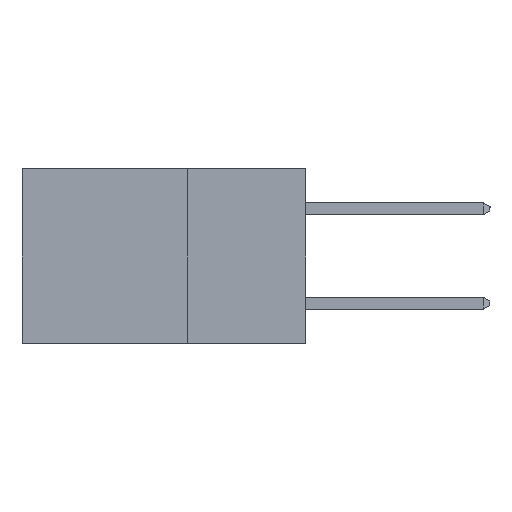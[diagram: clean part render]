
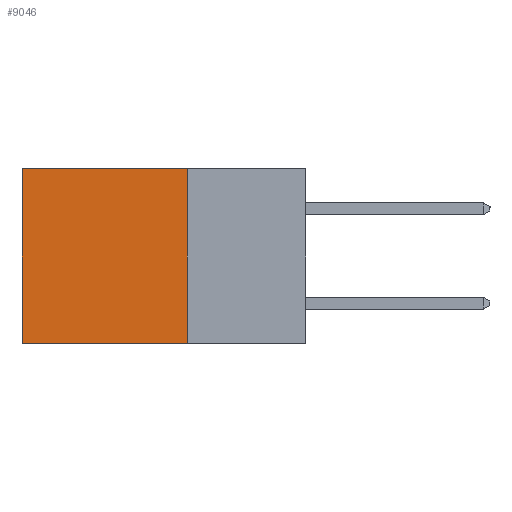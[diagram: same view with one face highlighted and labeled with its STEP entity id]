
A CAD part, left-side view. The second image highlights one B-rep face of the part: STEP entity #9046.
In plain terms, the highlighted planar face has unit normal (-1, 0, 0).
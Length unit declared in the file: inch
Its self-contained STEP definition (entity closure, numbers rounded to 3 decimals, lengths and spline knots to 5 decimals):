
#88 = VERTEX_POINT ( 'NONE', #1859 ) ;
#265 = DIRECTION ( 'NONE',  ( 0., 0., -1. ) ) ;
#333 = CARTESIAN_POINT ( 'NONE',  ( 0.2615, 0.25, -0.37 ) ) ;
#847 = EDGE_CURVE ( 'NONE', #11427, #921, #12199, .T. ) ;
#921 = VERTEX_POINT ( 'NONE', #10110 ) ;
#1295 = LINE ( 'NONE', #5269, #7716 ) ;
#1303 = CARTESIAN_POINT ( 'NONE',  ( 0.2615, 0.6, 0. ) ) ;
#1859 = CARTESIAN_POINT ( 'NONE',  ( 0.2615, 0.25, 0. ) ) ;
#2166 = EDGE_CURVE ( 'NONE', #8184, #921, #13097, .T. ) ;
#3835 = DIRECTION ( 'NONE',  ( 0., 1., 0. ) ) ;
#3849 = EDGE_CURVE ( 'NONE', #88, #8184, #1295, .T. ) ;
#3954 = ORIENTED_EDGE ( 'NONE', *, *, #3849, .F. ) ;
#4870 = VECTOR ( 'NONE', #265, 39.37008 ) ;
#5012 = DIRECTION ( 'NONE',  ( 1., 0., 0. ) ) ;
#5155 = PLANE ( 'NONE',  #10102 ) ;
#5269 = CARTESIAN_POINT ( 'NONE',  ( 0.2615, 0.25, -0.37 ) ) ;
#5638 = LINE ( 'NONE', #5852, #12545 ) ;
#5852 = CARTESIAN_POINT ( 'NONE',  ( 0.2615, 0.25, 0. ) ) ;
#5991 = DIRECTION ( 'NONE',  ( 0., 0., -1. ) ) ;
#6293 = CARTESIAN_POINT ( 'NONE',  ( 0.2615, 0.25, -0.37 ) ) ;
#6718 = EDGE_LOOP ( 'NONE', ( #13314, #11549, #3954, #8916 ) ) ;
#6798 = CARTESIAN_POINT ( 'NONE',  ( 0.2615, 0.6, -0.37 ) ) ;
#7716 = VECTOR ( 'NONE', #9498, 39.37008 ) ;
#8184 = VERTEX_POINT ( 'NONE', #6293 ) ;
#8859 = EDGE_CURVE ( 'NONE', #88, #11427, #5638, .T. ) ;
#8916 = ORIENTED_EDGE ( 'NONE', *, *, #8859, .T. ) ;
#9046 = ADVANCED_FACE ( 'NONE', ( #13662 ), #5155, .F. ) ;
#9073 = VECTOR ( 'NONE', #12051, 39.37008 ) ;
#9498 = DIRECTION ( 'NONE',  ( 0., 0., -1. ) ) ;
#10102 = AXIS2_PLACEMENT_3D ( 'NONE', #10268, #5012, #5991 ) ;
#10110 = CARTESIAN_POINT ( 'NONE',  ( 0.2615, 0.6, -0.37 ) ) ;
#10268 = CARTESIAN_POINT ( 'NONE',  ( 0.2615, 0.25, -0.37 ) ) ;
#11427 = VERTEX_POINT ( 'NONE', #1303 ) ;
#11549 = ORIENTED_EDGE ( 'NONE', *, *, #2166, .F. ) ;
#12051 = DIRECTION ( 'NONE',  ( 0., 1., 0. ) ) ;
#12199 = LINE ( 'NONE', #6798, #4870 ) ;
#12545 = VECTOR ( 'NONE', #3835, 39.37008 ) ;
#13097 = LINE ( 'NONE', #333, #9073 ) ;
#13314 = ORIENTED_EDGE ( 'NONE', *, *, #847, .T. ) ;
#13662 = FACE_OUTER_BOUND ( 'NONE', #6718, .T. ) ;
